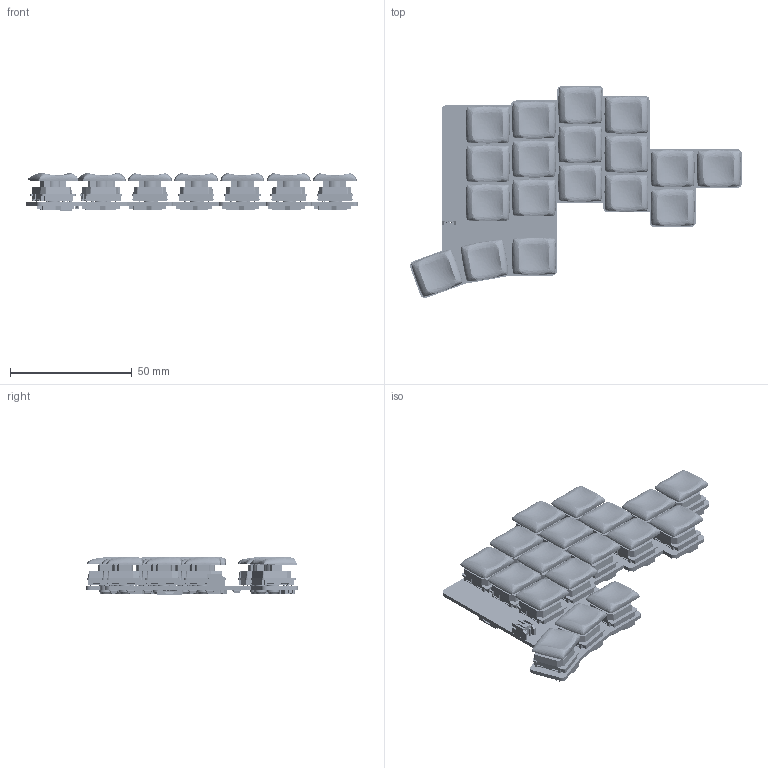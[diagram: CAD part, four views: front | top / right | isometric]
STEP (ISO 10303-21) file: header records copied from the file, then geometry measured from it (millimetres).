
FILE_DESCRIPTION(('KiCad electronic assembly'),'2;1');
FILE_NAME('pcb-right.step','2024-06-02T23:31:56',('Pcbnew'),('Kicad'), 'Open CASCADE STEP processor 7.7','KiCad to STEP converter','Unknown' );
FILE_SCHEMA(('AUTOMOTIVE_DESIGN { 1 0 10303 214 1 1 1 1 }'));
Length unit declared in the file: millimetre
Products named in the file (14): pcb-right 1; ks33; CQ assembly; ks33_socket; Keycap_MX-DES-minY-minZ-R3; keycap-mx-des-miny-minz-r3 v2; JST_PH_S2B-PH-K_1x02_P2.00mm_Horizontal; JST_S2B_PH_K; D_SOD-123 Soldered; D_SOD-123 Soldered v6; FPC-12; _autosave-pcb_PCB
Assembly tree (81 placements, depth 3):
  pcb-right 1
    ks33  x18
      CQ assembly
    ks33_socket  x18
      CQ assembly
    Keycap_MX-DES-minY-minZ-R3  x18
      keycap-mx-des-miny-minz-r3 v2
    JST_PH_S2B-PH-K_1x02_P2.00mm_Horizontal
      JST_S2B_PH_K
    D_SOD-123 Soldered  x18
      D_SOD-123 Soldered v6
    FPC-12
      FPC-12
    _autosave-pcb_PCB
Bounding box: 136.47 x 87.23 x 15.57 mm (x, y, z)
Volume: 31078.2 mm3; surface area: 63645.3 mm2
Topology: 289 solids, 289 shells, 25532 faces, 49692 edges, 24879 vertices
Faces by surface type: plane 23421, cylinder 1769, bspline 216, sphere 72, cone 54
Full cylindrical faces by diameter (mm): 0.7 x2, 0.75 x2, 0.8 x2, 1 x72, 1.7 x36, 1.8 x18, 2.9 x36, 3 x36, 5 x18, 5.05 x18, 5.7 x18
Entity records: 75420 total; most frequent: CARTESIAN_POINT 12753, ORIENTED_EDGE 11452, DIRECTION 11373, EDGE_CURVE 5726, LINE 4987, VECTOR 4987, VERTEX_POINT 3306, AXIS2_PLACEMENT_3D 3193
